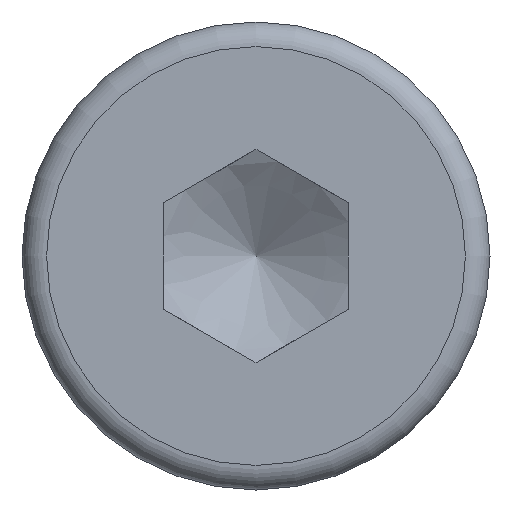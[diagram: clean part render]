
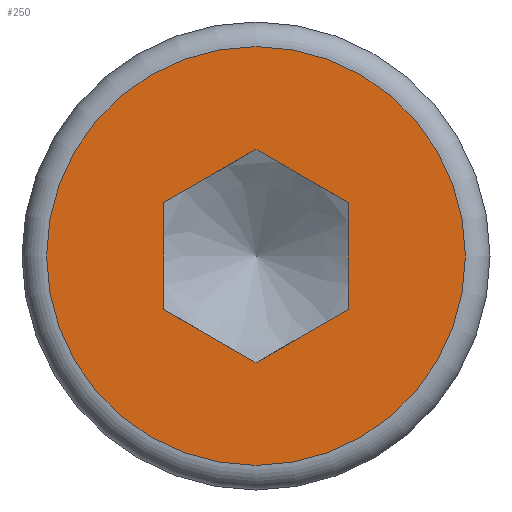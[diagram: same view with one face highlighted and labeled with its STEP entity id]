
A CAD part, left-side view. The second image highlights one B-rep face of the part: STEP entity #250.
In plain terms, the highlighted planar face has unit normal (-1, 0, 0).
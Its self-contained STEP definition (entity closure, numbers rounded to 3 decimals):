
#25=FACE_BOUND('',#92,.T.);
#28=PLANE('',#300);
#37=LINE('',#415,#53);
#38=LINE('',#417,#54);
#39=LINE('',#419,#55);
#40=LINE('',#421,#56);
#41=LINE('',#423,#57);
#42=LINE('',#424,#58);
#53=VECTOR('',#351,10.);
#54=VECTOR('',#352,10.);
#55=VECTOR('',#353,10.);
#56=VECTOR('',#354,10.);
#57=VECTOR('',#355,10.);
#58=VECTOR('',#356,10.);
#75=FACE_OUTER_BOUND('',#91,.T.);
#91=EDGE_LOOP('',(#196));
#92=EDGE_LOOP('',(#197,#198,#199,#200,#201,#202));
#112=CIRCLE('',#299,1.7);
#122=VERTEX_POINT('',#409);
#123=VERTEX_POINT('',#413);
#124=VERTEX_POINT('',#414);
#125=VERTEX_POINT('',#416);
#126=VERTEX_POINT('',#418);
#127=VERTEX_POINT('',#420);
#128=VERTEX_POINT('',#422);
#150=EDGE_CURVE('',#122,#122,#112,.T.);
#151=EDGE_CURVE('',#123,#124,#37,.T.);
#152=EDGE_CURVE('',#124,#125,#38,.T.);
#153=EDGE_CURVE('',#125,#126,#39,.T.);
#154=EDGE_CURVE('',#126,#127,#40,.T.);
#155=EDGE_CURVE('',#127,#128,#41,.T.);
#156=EDGE_CURVE('',#128,#123,#42,.T.);
#196=ORIENTED_EDGE('',*,*,#150,.F.);
#197=ORIENTED_EDGE('',*,*,#151,.T.);
#198=ORIENTED_EDGE('',*,*,#152,.T.);
#199=ORIENTED_EDGE('',*,*,#153,.T.);
#200=ORIENTED_EDGE('',*,*,#154,.T.);
#201=ORIENTED_EDGE('',*,*,#155,.T.);
#202=ORIENTED_EDGE('',*,*,#156,.T.);
#250=ADVANCED_FACE('',(#75,#25),#28,.T.);
#299=AXIS2_PLACEMENT_3D('',#411,#347,#348);
#300=AXIS2_PLACEMENT_3D('',#412,#349,#350);
#347=DIRECTION('center_axis',(1.,0.,0.));
#348=DIRECTION('ref_axis',(0.,-1.,0.));
#349=DIRECTION('center_axis',(-1.,0.,0.));
#350=DIRECTION('ref_axis',(0.,0.,1.));
#351=DIRECTION('',(0.,0.,1.));
#352=DIRECTION('',(0.,-0.866,0.5));
#353=DIRECTION('',(0.,-0.866,-0.5));
#354=DIRECTION('',(0.,0.,-1.));
#355=DIRECTION('',(0.,0.866,-0.5));
#356=DIRECTION('',(0.,0.866,0.5));
#409=CARTESIAN_POINT('',(-2.,0.,1.7));
#411=CARTESIAN_POINT('Origin',(-2.,0.,0.));
#412=CARTESIAN_POINT('Origin',(-2.,1.383,0.));
#413=CARTESIAN_POINT('',(-2.,0.75,-0.433));
#414=CARTESIAN_POINT('',(-2.,0.75,0.433));
#415=CARTESIAN_POINT('',(-2.,0.75,0.217));
#416=CARTESIAN_POINT('',(-2.,0.,0.866));
#417=CARTESIAN_POINT('',(-2.,0.188,0.758));
#418=CARTESIAN_POINT('',(-2.,-0.75,0.433));
#419=CARTESIAN_POINT('',(-2.,-0.563,0.541));
#420=CARTESIAN_POINT('',(-2.,-0.75,-0.433));
#421=CARTESIAN_POINT('',(-2.,-0.75,-0.217));
#422=CARTESIAN_POINT('',(-2.,0.,-0.866));
#423=CARTESIAN_POINT('',(-2.,-0.188,-0.758));
#424=CARTESIAN_POINT('',(-2.,0.563,-0.541));
